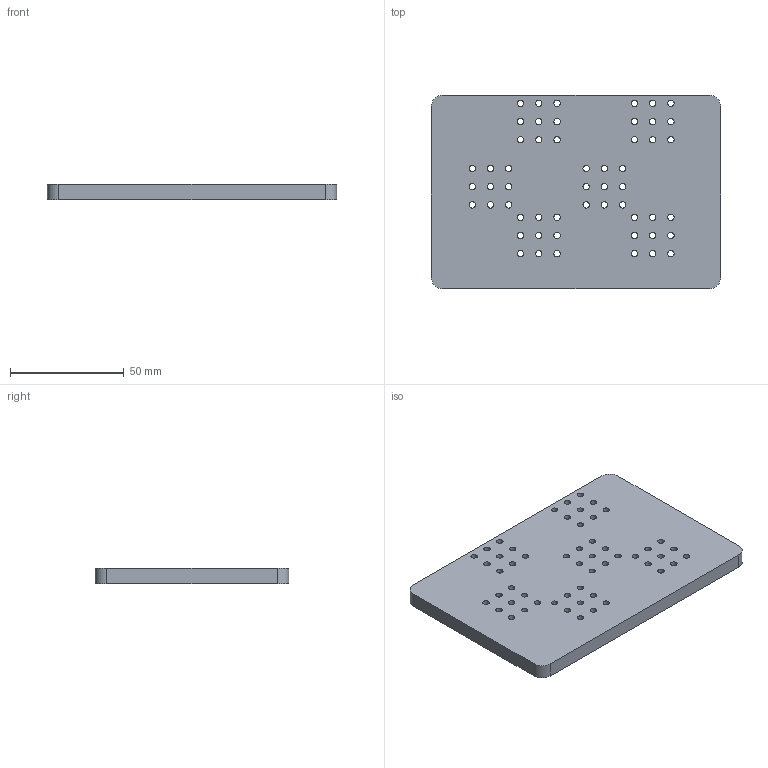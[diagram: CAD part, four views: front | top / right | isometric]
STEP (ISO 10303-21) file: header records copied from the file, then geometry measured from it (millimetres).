
FILE_DESCRIPTION(/* description */ (''),/* implementation_level */ '2;1');
FILE_NAME(/* name */ '30_Basplate_OT2-Base_Adapter.ipt.step',/* time_stamp */ '2022-11-29T08:13:33+01:00',/* author */ ('diederichbenedict'),/* organization */ (''),/* preprocessor_version */ 'ST-DEVELOPER v18.1',/* originating_system */ 'Autodesk Inventor 2022',/* authorisation */ '');
FILE_SCHEMA (('AUTOMOTIVE_DESIGN { 1 0 10303 214 3 1 1 }'));
Length unit declared in the file: millimetre
Products named in the file (1): 30_Basplate_OT2-Base_Adapter
Bounding box: 127 x 85 x 6.6 mm (x, y, z)
Volume: 68910.8 mm3; surface area: 26758.9 mm2
Topology: 1 solids, 1 shells, 64 faces, 186 edges, 124 vertices
Faces by surface type: cylinder 58, plane 6
Full cylindrical faces by diameter (mm): 2.8 x54
Entity records: 2557 total; most frequent: DIRECTION 464, CARTESIAN_POINT 392, ORIENTED_EDGE 372, AXIS2_PLACEMENT_3D 197, EDGE_CURVE 186, EDGE_LOOP 172, CIRCLE 132, VERTEX_POINT 124
